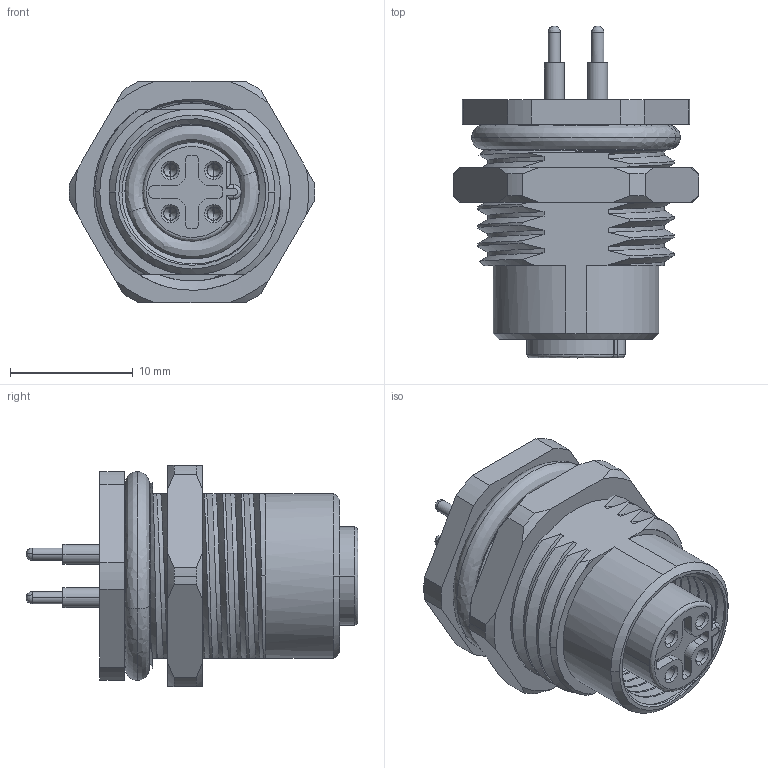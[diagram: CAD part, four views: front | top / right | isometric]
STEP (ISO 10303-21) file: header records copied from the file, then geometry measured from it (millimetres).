
FILE_DESCRIPTION (( 'STEP AP203' ), '1' );
FILE_NAME ('FCF4M12-SB04SSD0-00.STEP', '2024-08-11T10:23:03', ( '°ü' ), ( '' ), 'SwSTEP 2.0', 'SolidWorks 2023', '' );
FILE_SCHEMA (( 'CONFIG_CONTROL_DESIGN' ));
Length unit declared in the file: millimetre
Products named in the file (1): FCF4M12-SB04SSD0-00
Bounding box: 20 x 27 x 18 mm (x, y, z)
Volume: 3328.2 mm3; surface area: 4005.9 mm2
Topology: 3 solids, 10 shells, 389 faces, 1051 edges, 675 vertices
Faces by surface type: cylinder 154, plane 107, bspline 66, cone 62
Entity records: 28383 total; most frequent: CARTESIAN_POINT 19141, ORIENTED_EDGE 2050, DIRECTION 1798, EDGE_CURVE 1025, AXIS2_PLACEMENT_3D 701, VERTEX_POINT 675, EDGE_LOOP 424, VECTOR 396
